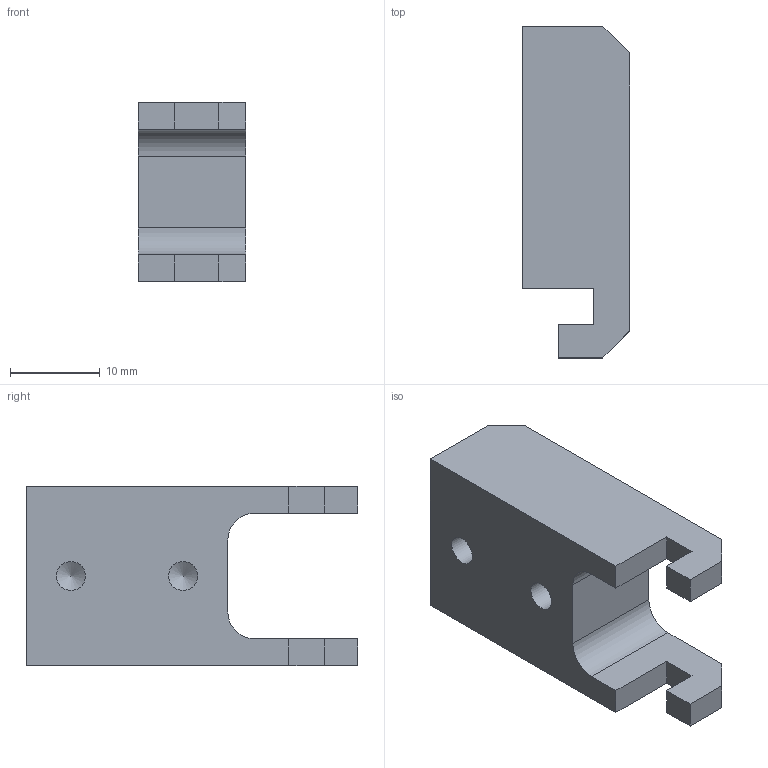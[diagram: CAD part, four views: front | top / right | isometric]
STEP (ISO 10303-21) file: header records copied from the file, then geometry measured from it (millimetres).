
FILE_DESCRIPTION(/* description */ ('SOPORTE POLEA LIBRE'),/* implementation_level */ '2;1');
FILE_NAME(/* name */ 'C04H030012-x-axis-idler-pulley-support.stp',/* time_stamp */ '2014-12-22T14:43:39+01:00',/* author */ ('MARCHA TECHNOLOGY'),/* organization */ ('MARCHA TECHNOLOGY'),/* preprocessor_version */ 'ST-DEVELOPER v15.6',/* originating_system */ 'Autodesk Inventor 2015',/* authorisation */ '');
FILE_SCHEMA (('CONFIG_CONTROL_DESIGN'));
Length unit declared in the file: millimetre
Products named in the file (1): C04H030012-x-axis-idler-pulley-support
Bounding box: 12 x 37 x 20 mm (x, y, z)
Volume: 5955.1 mm3; surface area: 2720.6 mm2
Topology: 1 solids, 1 shells, 27 faces, 73 edges, 48 vertices
Faces by surface type: plane 21, cylinder 4, cone 2
Full cylindrical faces by diameter (mm): 3.242 x2
Entity records: 825 total; most frequent: CARTESIAN_POINT 141, ORIENTED_EDGE 134, DIRECTION 131, EDGE_CURVE 67, LINE 59, VECTOR 59, VERTEX_POINT 46, AXIS2_PLACEMENT_3D 36
